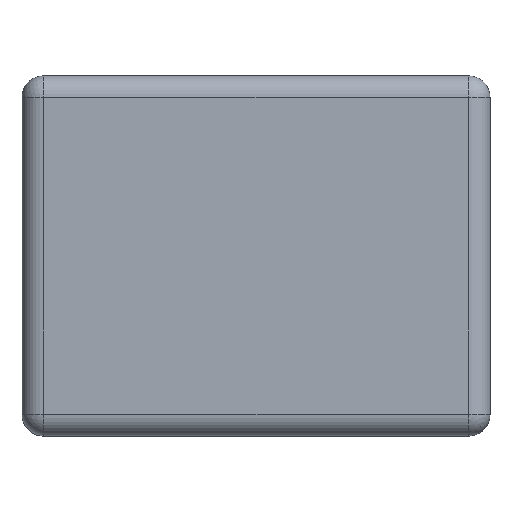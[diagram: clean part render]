
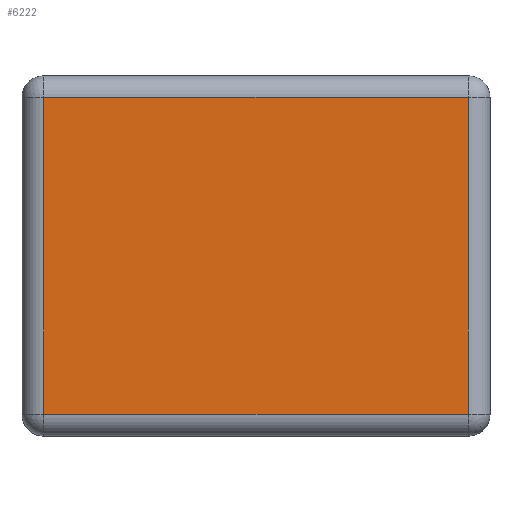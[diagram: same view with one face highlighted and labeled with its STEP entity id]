
A CAD part, top view. The second image highlights one B-rep face of the part: STEP entity #6222.
In plain terms, the highlighted face is planar.
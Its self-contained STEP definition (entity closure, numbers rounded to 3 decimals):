
#5962=CARTESIAN_POINT('',(-29.5,-22.0,-18.0));
#5963=VERTEX_POINT('',#5962);
#5971=CARTESIAN_POINT('',(29.5,-22.0,-18.0));
#5972=VERTEX_POINT('',#5971);
#5973=CARTESIAN_POINT('',(-29.5,-22.0,-18.0));
#5974=DIRECTION('',(1.0,0.0,0.0));
#5975=VECTOR('',#5974,59.);
#5976=LINE('',#5973,#5975);
#5977=EDGE_CURVE('',#5963,#5972,#5976,.T.);
#6009=CARTESIAN_POINT('',(29.5,22.0,-18.0));
#6010=VERTEX_POINT('',#6009);
#6011=CARTESIAN_POINT('',(29.5,-22.0,-18.0));
#6012=DIRECTION('',(0.0,1.0,0.0));
#6013=VECTOR('',#6012,44.0);
#6014=LINE('',#6011,#6013);
#6015=EDGE_CURVE('',#5972,#6010,#6014,.T.);
#6059=CARTESIAN_POINT('',(-29.5,22.0,-18.0));
#6060=VERTEX_POINT('',#6059);
#6061=CARTESIAN_POINT('',(29.5,22.0,-18.0));
#6062=DIRECTION('',(-1.0,0.0,0.0));
#6063=VECTOR('',#6062,59.);
#6064=LINE('',#6061,#6063);
#6065=EDGE_CURVE('',#6010,#6060,#6064,.T.);
#6114=CARTESIAN_POINT('',(-29.5,22.0,-18.0));
#6115=DIRECTION('',(0.0,-1.0,0.0));
#6116=VECTOR('',#6115,44.0);
#6117=LINE('',#6114,#6116);
#6118=EDGE_CURVE('',#6060,#5963,#6117,.T.);
#6211=CARTESIAN_POINT('',(0.,0.,-18.0));
#6212=DIRECTION('',(0.0,0.0,1.0));
#6213=DIRECTION('',(1.0,0.0,0.0));
#6214=AXIS2_PLACEMENT_3D('',#6211,#6212,#6213);
#6215=PLANE('',#6214);
#6216=ORIENTED_EDGE('',*,*,#5977,.F.);
#6217=ORIENTED_EDGE('',*,*,#6118,.F.);
#6218=ORIENTED_EDGE('',*,*,#6065,.F.);
#6219=ORIENTED_EDGE('',*,*,#6015,.F.);
#6220=EDGE_LOOP('',(#6216,#6217,#6218,#6219));
#6221=FACE_OUTER_BOUND('',#6220,.T.);
#6222=ADVANCED_FACE('',(#6221),#6215,.F.);
